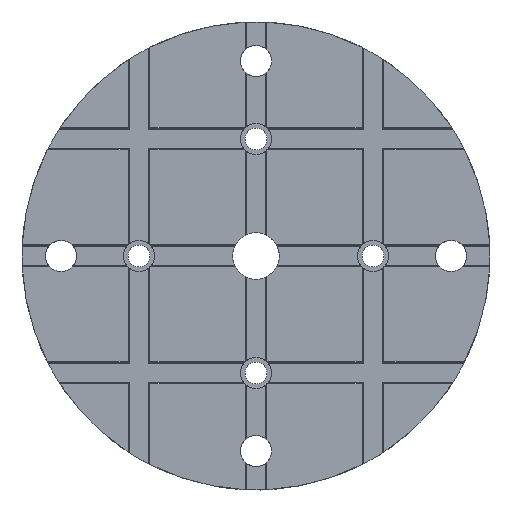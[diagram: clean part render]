
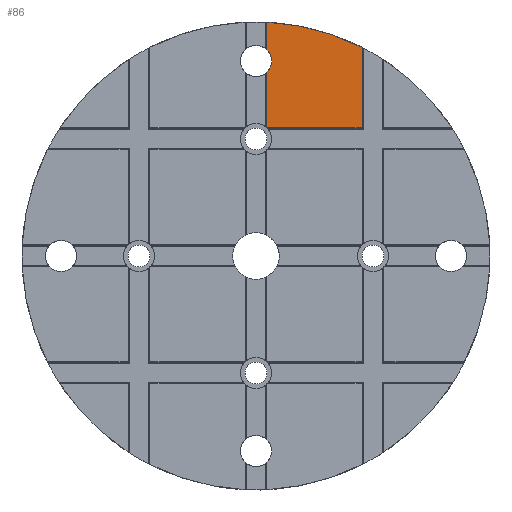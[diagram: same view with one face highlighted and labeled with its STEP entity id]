
A CAD part, top view. The second image highlights one B-rep face of the part: STEP entity #86.
In plain terms, the highlighted planar face has unit normal (0, 0, 1).
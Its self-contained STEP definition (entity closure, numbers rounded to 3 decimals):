
#86 = ADVANCED_FACE( '', ( #370 ), #371, .F. );
#370 = FACE_OUTER_BOUND( '', #947, .T. );
#371 = PLANE( '', #948 );
#947 = EDGE_LOOP( '', ( #1732, #1733, #1734, #1735, #1736, #1737, #1738 ) );
#948 = AXIS2_PLACEMENT_3D( '', #1739, #1740, #1741 );
#1732 = ORIENTED_EDGE( '', *, *, #4045, .T. );
#1733 = ORIENTED_EDGE( '', *, *, #4046, .T. );
#1734 = ORIENTED_EDGE( '', *, *, #3971, .F. );
#1735 = ORIENTED_EDGE( '', *, *, #4047, .F. );
#1736 = ORIENTED_EDGE( '', *, *, #4048, .T. );
#1737 = ORIENTED_EDGE( '', *, *, #4049, .F. );
#1738 = ORIENTED_EDGE( '', *, *, #4050, .T. );
#1739 = CARTESIAN_POINT( '', ( 0., 0., 50. ) );
#1740 = DIRECTION( '', ( 0., 0., -1. ) );
#1741 = DIRECTION( '', ( -1., 0., 0. ) );
#3971 = EDGE_CURVE( '', #4853, #4855, #4856, .T. );
#4045 = EDGE_CURVE( '', #4991, #4992, #4993, .T. );
#4046 = EDGE_CURVE( '', #4992, #4855, #4994, .T. );
#4047 = EDGE_CURVE( '', #4995, #4853, #4996, .T. );
#4048 = EDGE_CURVE( '', #4995, #4997, #4998, .T. );
#4049 = EDGE_CURVE( '', #4999, #4997, #5000, .T. );
#4050 = EDGE_CURVE( '', #4999, #4991, #5001, .T. );
#4853 = VERTEX_POINT( '', #6184 );
#4855 = VERTEX_POINT( '', #6187 );
#4856 = CIRCLE( '', #6188, 150. );
#4991 = VERTEX_POINT( '', #6365 );
#4992 = VERTEX_POINT( '', #6366 );
#4993 = LINE( '', #6367, #6368 );
#4994 = LINE( '', #6369, #6370 );
#4995 = VERTEX_POINT( '', #6371 );
#4996 = LINE( '', #6372, #6373 );
#4997 = VERTEX_POINT( '', #6374 );
#4998 = CIRCLE( '', #6375, 10. );
#4999 = VERTEX_POINT( '', #6376 );
#5000 = LINE( '', #6377, #6378 );
#5001 = CIRCLE( '', #6379, 10. );
#6184 = CARTESIAN_POINT( '', ( 7., 149.837, 50. ) );
#6187 = CARTESIAN_POINT( '', ( 68., 133.701, 50. ) );
#6188 = AXIS2_PLACEMENT_3D( '', #7975, #7976, #7977 );
#6365 = CARTESIAN_POINT( '', ( 7.141, 82., 50. ) );
#6366 = CARTESIAN_POINT( '', ( 68., 82., 50. ) );
#6367 = CARTESIAN_POINT( '', ( -160., 82., 50. ) );
#6368 = VECTOR( '', #8113, 1000. );
#6369 = CARTESIAN_POINT( '', ( 68., -160., 50. ) );
#6370 = VECTOR( '', #8114, 1000. );
#6371 = CARTESIAN_POINT( '', ( 7., 132.141, 50. ) );
#6372 = CARTESIAN_POINT( '', ( 7., -160., 50. ) );
#6373 = VECTOR( '', #8115, 1000. );
#6374 = CARTESIAN_POINT( '', ( 7., 117.859, 50. ) );
#6375 = AXIS2_PLACEMENT_3D( '', #8116, #8117, #8118 );
#6376 = CARTESIAN_POINT( '', ( 7., 82.141, 50. ) );
#6377 = CARTESIAN_POINT( '', ( 7., -160., 50. ) );
#6378 = VECTOR( '', #8119, 1000. );
#6379 = AXIS2_PLACEMENT_3D( '', #8120, #8121, #8122 );
#7975 = CARTESIAN_POINT( '', ( 0., 0., 50. ) );
#7976 = DIRECTION( '', ( 0., 0., -1. ) );
#7977 = DIRECTION( '', ( 1., 0., 0. ) );
#8113 = DIRECTION( '', ( 1., 0., 0. ) );
#8114 = DIRECTION( '', ( 0., 1., 0. ) );
#8115 = DIRECTION( '', ( 0., 1., 0. ) );
#8116 = CARTESIAN_POINT( '', ( 0., 125., 50. ) );
#8117 = DIRECTION( '', ( 0., 0., -1. ) );
#8118 = DIRECTION( '', ( 0., -1., 0. ) );
#8119 = DIRECTION( '', ( 0., 1., 0. ) );
#8120 = CARTESIAN_POINT( '', ( 0., 75., 50. ) );
#8121 = DIRECTION( '', ( 0., 0., -1. ) );
#8122 = DIRECTION( '', ( 0., -1., 0. ) );
